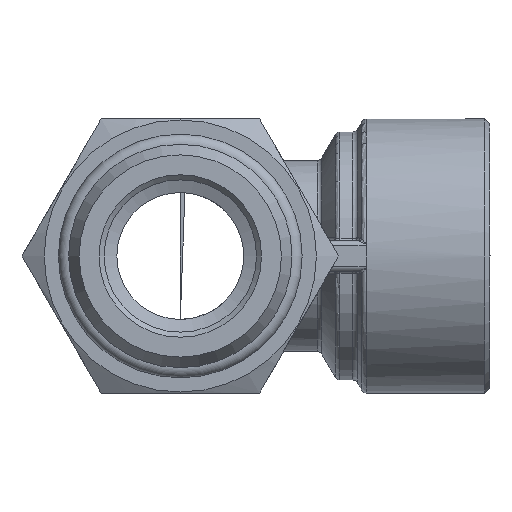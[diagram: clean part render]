
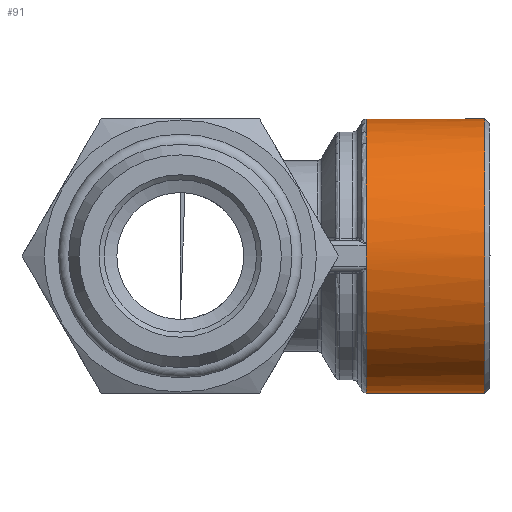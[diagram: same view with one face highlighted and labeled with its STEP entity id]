
A CAD part, front view. The second image highlights one B-rep face of the part: STEP entity #91.
In plain terms, the highlighted cylindrical face has radius 13.5 mm (diameter 27 mm), a full revolution.
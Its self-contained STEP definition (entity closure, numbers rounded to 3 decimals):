
#91 = ADVANCED_FACE( 'NONE', ( #300, #301 ), #302, .T. );
#300 = FACE_OUTER_BOUND( '', #905, .T. );
#301 = FACE_OUTER_BOUND( '', #906, .T. );
#302 = CYLINDRICAL_SURFACE( '', #907, 13.5 );
#905 = EDGE_LOOP( '', ( #2374, #2375, #2376, #2377, #2378, #2379 ) );
#906 = EDGE_LOOP( '', ( #2380 ) );
#907 = AXIS2_PLACEMENT_3D( '', #2381, #2382, #2383 );
#2374 = ORIENTED_EDGE( '', *, *, #3634, .F. );
#2375 = ORIENTED_EDGE( '', *, *, #3635, .F. );
#2376 = ORIENTED_EDGE( '', *, *, #3636, .F. );
#2377 = ORIENTED_EDGE( '', *, *, #3611, .F. );
#2378 = ORIENTED_EDGE( '', *, *, #3637, .F. );
#2379 = ORIENTED_EDGE( '', *, *, #3638, .F. );
#2380 = ORIENTED_EDGE( '', *, *, #3639, .T. );
#2381 = CARTESIAN_POINT( '', ( 0., 0., 0. ) );
#2382 = DIRECTION( '', ( 1., 0., 0. ) );
#2383 = DIRECTION( '', ( 0., 0., -1. ) );
#3611 = EDGE_CURVE( 'NONE', #4099, #4095, #4101, .T. );
#3634 = EDGE_CURVE( 'NONE', #4143, #4144, #4145, .T. );
#3635 = EDGE_CURVE( 'NONE', #4146, #4143, #4147, .T. );
#3636 = EDGE_CURVE( 'NONE', #4095, #4146, #4148, .T. );
#3637 = EDGE_CURVE( 'NONE', #4149, #4099, #4150, .T. );
#3638 = EDGE_CURVE( 'NONE', #4144, #4149, #4151, .T. );
#3639 = EDGE_CURVE( 'NONE', #4152, #4152, #4153, .T. );
#4095 = VERTEX_POINT( 'NONE', #4980 );
#4099 = VERTEX_POINT( 'NONE', #4985 );
#4101 = CIRCLE( '', #4987, 13.5 );
#4143 = VERTEX_POINT( 'NONE', #5150 );
#4144 = VERTEX_POINT( 'NONE', #5151 );
#4145 = CIRCLE( '', #5152, 13.5 );
#4146 = VERTEX_POINT( 'NONE', #5153 );
#4147 = CIRCLE( '', #5154, 13.5 );
#4148 = CIRCLE( '', #5155, 13.5 );
#4149 = VERTEX_POINT( 'NONE', #5156 );
#4150 = CIRCLE( '', #5157, 13.5 );
#4151 = CIRCLE( '', #5158, 13.5 );
#4152 = VERTEX_POINT( '', #5159 );
#4153 = CIRCLE( '', #5160, 13.5 );
#4980 = CARTESIAN_POINT( '', ( 18.299, 13.5, 0. ) );
#4985 = CARTESIAN_POINT( '', ( 18.299, 13.439, 1.281 ) );
#4987 = AXIS2_PLACEMENT_3D( '', #6808, #6809, #6810 );
#5150 = CARTESIAN_POINT( '', ( 18.299, -13.439, -1.281 ) );
#5151 = CARTESIAN_POINT( '', ( 18.299, -13.5, 0. ) );
#5152 = AXIS2_PLACEMENT_3D( '', #6835, #6836, #6837 );
#5153 = CARTESIAN_POINT( '', ( 18.299, 13.439, -1.281 ) );
#5154 = AXIS2_PLACEMENT_3D( '', #6838, #6839, #6840 );
#5155 = AXIS2_PLACEMENT_3D( '', #6841, #6842, #6843 );
#5156 = CARTESIAN_POINT( '', ( 18.299, -13.439, 1.281 ) );
#5157 = AXIS2_PLACEMENT_3D( '', #6844, #6845, #6846 );
#5158 = AXIS2_PLACEMENT_3D( '', #6847, #6848, #6849 );
#5159 = CARTESIAN_POINT( '', ( 30., 0., -13.5 ) );
#5160 = AXIS2_PLACEMENT_3D( '', #6850, #6851, #6852 );
#6808 = CARTESIAN_POINT( '', ( 18.299, 0., 0. ) );
#6809 = DIRECTION( '', ( -1., 0., 0. ) );
#6810 = DIRECTION( '', ( 0., 0., -1. ) );
#6835 = CARTESIAN_POINT( '', ( 18.299, 0., 0. ) );
#6836 = DIRECTION( '', ( -1., 0., 0. ) );
#6837 = DIRECTION( '', ( 0., 0., -1. ) );
#6838 = CARTESIAN_POINT( '', ( 18.299, 0., 0. ) );
#6839 = DIRECTION( '', ( -1., 0., 0. ) );
#6840 = DIRECTION( '', ( 0., 0., -1. ) );
#6841 = CARTESIAN_POINT( '', ( 18.299, 0., 0. ) );
#6842 = DIRECTION( '', ( -1., 0., 0. ) );
#6843 = DIRECTION( '', ( 0., 0., -1. ) );
#6844 = CARTESIAN_POINT( '', ( 18.299, 0., 0. ) );
#6845 = DIRECTION( '', ( -1., 0., 0. ) );
#6846 = DIRECTION( '', ( 0., 0., -1. ) );
#6847 = CARTESIAN_POINT( '', ( 18.299, 0., 0. ) );
#6848 = DIRECTION( '', ( -1., 0., 0. ) );
#6849 = DIRECTION( '', ( 0., 0., -1. ) );
#6850 = CARTESIAN_POINT( '', ( 30., 0., 0. ) );
#6851 = DIRECTION( '', ( -1., 0., 0. ) );
#6852 = DIRECTION( '', ( 0., 0., -1. ) );
